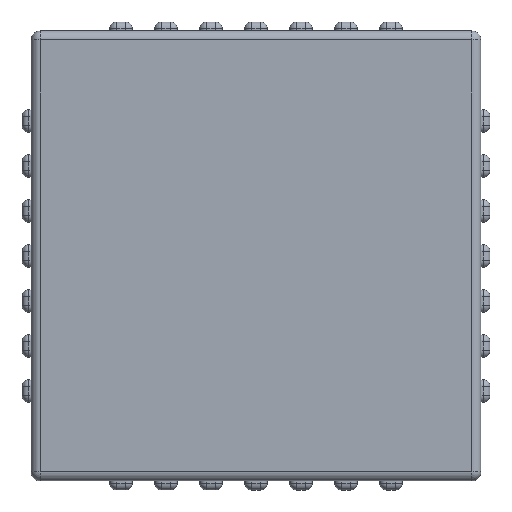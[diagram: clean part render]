
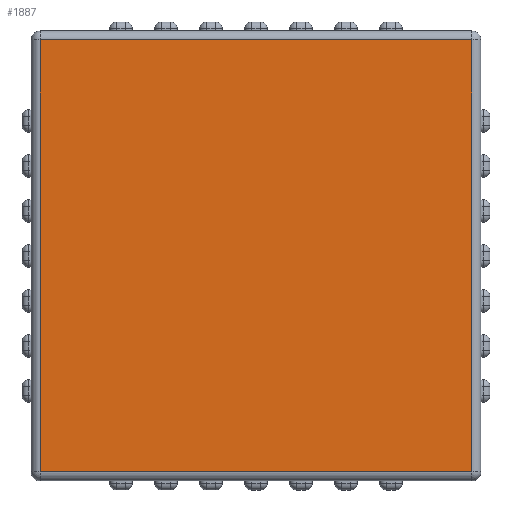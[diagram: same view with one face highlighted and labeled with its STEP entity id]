
A CAD part, top view. The second image highlights one B-rep face of the part: STEP entity #1887.
In plain terms, the highlighted planar face has unit normal (0, 0, 1).
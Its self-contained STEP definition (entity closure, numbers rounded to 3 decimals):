
#1242 = CYLINDRICAL_SURFACE('',#1243,0.1);
#1243 = AXIS2_PLACEMENT_3D('',#1244,#1245,#1246);
#1244 = CARTESIAN_POINT('',(-2.5,2.4,0.8));
#1245 = DIRECTION('',(1.,0.,0.));
#1246 = DIRECTION('',(0.,1.,0.));
#1483 = VERTEX_POINT('',#1484);
#1484 = CARTESIAN_POINT('',(-2.4,2.4,0.9));
#1506 = EDGE_CURVE('',#1483,#1507,#1509,.T.);
#1507 = VERTEX_POINT('',#1508);
#1508 = CARTESIAN_POINT('',(2.4,2.4,0.9));
#1509 = SURFACE_CURVE('',#1510,(#1514,#1521),.PCURVE_S1.);
#1510 = LINE('',#1511,#1512);
#1511 = CARTESIAN_POINT('',(-2.5,2.4,0.9));
#1512 = VECTOR('',#1513,1.);
#1513 = DIRECTION('',(1.,0.,0.));
#1514 = PCURVE('',#1242,#1515);
#1515 = DEFINITIONAL_REPRESENTATION('',(#1516),#1520);
#1516 = LINE('',#1517,#1518);
#1517 = CARTESIAN_POINT('',(1.571,0.));
#1518 = VECTOR('',#1519,1.);
#1519 = DIRECTION('',(0.,1.));
#1520 = ( GEOMETRIC_REPRESENTATION_CONTEXT(2) 
PARAMETRIC_REPRESENTATION_CONTEXT() REPRESENTATION_CONTEXT('2D SPACE',''
  ) );
#1521 = PCURVE('',#1522,#1527);
#1522 = PLANE('',#1523);
#1523 = AXIS2_PLACEMENT_3D('',#1524,#1525,#1526);
#1524 = CARTESIAN_POINT('',(0.,0.,0.9));
#1525 = DIRECTION('',(0.,0.,1.));
#1526 = DIRECTION('',(1.,0.,0.));
#1527 = DEFINITIONAL_REPRESENTATION('',(#1528),#1532);
#1528 = LINE('',#1529,#1530);
#1529 = CARTESIAN_POINT('',(-2.5,2.4));
#1530 = VECTOR('',#1531,1.);
#1531 = DIRECTION('',(1.,0.));
#1532 = ( GEOMETRIC_REPRESENTATION_CONTEXT(2) 
PARAMETRIC_REPRESENTATION_CONTEXT() REPRESENTATION_CONTEXT('2D SPACE',''
  ) );
#1691 = CYLINDRICAL_SURFACE('',#1692,0.1);
#1692 = AXIS2_PLACEMENT_3D('',#1693,#1694,#1695);
#1693 = CARTESIAN_POINT('',(-2.4,-2.5,0.8));
#1694 = DIRECTION('',(0.,1.,0.));
#1695 = DIRECTION('',(-1.,0.,0.));
#1887 = ADVANCED_FACE('',(#1888),#1522,.T.);
#1888 = FACE_BOUND('',#1889,.T.);
#1889 = EDGE_LOOP('',(#1890,#1891,#1914,#1942));
#1890 = ORIENTED_EDGE('',*,*,#1506,.F.);
#1891 = ORIENTED_EDGE('',*,*,#1892,.F.);
#1892 = EDGE_CURVE('',#1893,#1483,#1895,.T.);
#1893 = VERTEX_POINT('',#1894);
#1894 = CARTESIAN_POINT('',(-2.4,-2.4,0.9));
#1895 = SURFACE_CURVE('',#1896,(#1900,#1907),.PCURVE_S1.);
#1896 = LINE('',#1897,#1898);
#1897 = CARTESIAN_POINT('',(-2.4,-2.5,0.9));
#1898 = VECTOR('',#1899,1.);
#1899 = DIRECTION('',(0.,1.,0.));
#1900 = PCURVE('',#1522,#1901);
#1901 = DEFINITIONAL_REPRESENTATION('',(#1902),#1906);
#1902 = LINE('',#1903,#1904);
#1903 = CARTESIAN_POINT('',(-2.4,-2.5));
#1904 = VECTOR('',#1905,1.);
#1905 = DIRECTION('',(0.,1.));
#1906 = ( GEOMETRIC_REPRESENTATION_CONTEXT(2) 
PARAMETRIC_REPRESENTATION_CONTEXT() REPRESENTATION_CONTEXT('2D SPACE',''
  ) );
#1907 = PCURVE('',#1691,#1908);
#1908 = DEFINITIONAL_REPRESENTATION('',(#1909),#1913);
#1909 = LINE('',#1910,#1911);
#1910 = CARTESIAN_POINT('',(1.571,0.));
#1911 = VECTOR('',#1912,1.);
#1912 = DIRECTION('',(0.,1.));
#1913 = ( GEOMETRIC_REPRESENTATION_CONTEXT(2) 
PARAMETRIC_REPRESENTATION_CONTEXT() REPRESENTATION_CONTEXT('2D SPACE',''
  ) );
#1914 = ORIENTED_EDGE('',*,*,#1915,.F.);
#1915 = EDGE_CURVE('',#1916,#1893,#1918,.T.);
#1916 = VERTEX_POINT('',#1917);
#1917 = CARTESIAN_POINT('',(2.4,-2.4,0.9));
#1918 = SURFACE_CURVE('',#1919,(#1923,#1930),.PCURVE_S1.);
#1919 = LINE('',#1920,#1921);
#1920 = CARTESIAN_POINT('',(2.5,-2.4,0.9));
#1921 = VECTOR('',#1922,1.);
#1922 = DIRECTION('',(-1.,0.,0.));
#1923 = PCURVE('',#1522,#1924);
#1924 = DEFINITIONAL_REPRESENTATION('',(#1925),#1929);
#1925 = LINE('',#1926,#1927);
#1926 = CARTESIAN_POINT('',(2.5,-2.4));
#1927 = VECTOR('',#1928,1.);
#1928 = DIRECTION('',(-1.,0.));
#1929 = ( GEOMETRIC_REPRESENTATION_CONTEXT(2) 
PARAMETRIC_REPRESENTATION_CONTEXT() REPRESENTATION_CONTEXT('2D SPACE',''
  ) );
#1930 = PCURVE('',#1931,#1936);
#1931 = CYLINDRICAL_SURFACE('',#1932,0.1);
#1932 = AXIS2_PLACEMENT_3D('',#1933,#1934,#1935);
#1933 = CARTESIAN_POINT('',(2.5,-2.4,0.8));
#1934 = DIRECTION('',(-1.,0.,0.));
#1935 = DIRECTION('',(0.,-1.,0.));
#1936 = DEFINITIONAL_REPRESENTATION('',(#1937),#1941);
#1937 = LINE('',#1938,#1939);
#1938 = CARTESIAN_POINT('',(1.571,0.));
#1939 = VECTOR('',#1940,1.);
#1940 = DIRECTION('',(0.,1.));
#1941 = ( GEOMETRIC_REPRESENTATION_CONTEXT(2) 
PARAMETRIC_REPRESENTATION_CONTEXT() REPRESENTATION_CONTEXT('2D SPACE',''
  ) );
#1942 = ORIENTED_EDGE('',*,*,#1943,.F.);
#1943 = EDGE_CURVE('',#1507,#1916,#1944,.T.);
#1944 = SURFACE_CURVE('',#1945,(#1949,#1956),.PCURVE_S1.);
#1945 = LINE('',#1946,#1947);
#1946 = CARTESIAN_POINT('',(2.4,2.5,0.9));
#1947 = VECTOR('',#1948,1.);
#1948 = DIRECTION('',(0.,-1.,0.));
#1949 = PCURVE('',#1522,#1950);
#1950 = DEFINITIONAL_REPRESENTATION('',(#1951),#1955);
#1951 = LINE('',#1952,#1953);
#1952 = CARTESIAN_POINT('',(2.4,2.5));
#1953 = VECTOR('',#1954,1.);
#1954 = DIRECTION('',(0.,-1.));
#1955 = ( GEOMETRIC_REPRESENTATION_CONTEXT(2) 
PARAMETRIC_REPRESENTATION_CONTEXT() REPRESENTATION_CONTEXT('2D SPACE',''
  ) );
#1956 = PCURVE('',#1957,#1962);
#1957 = CYLINDRICAL_SURFACE('',#1958,0.1);
#1958 = AXIS2_PLACEMENT_3D('',#1959,#1960,#1961);
#1959 = CARTESIAN_POINT('',(2.4,2.5,0.8));
#1960 = DIRECTION('',(0.,-1.,0.));
#1961 = DIRECTION('',(1.,0.,0.));
#1962 = DEFINITIONAL_REPRESENTATION('',(#1963),#1967);
#1963 = LINE('',#1964,#1965);
#1964 = CARTESIAN_POINT('',(1.571,0.));
#1965 = VECTOR('',#1966,1.);
#1966 = DIRECTION('',(0.,1.));
#1967 = ( GEOMETRIC_REPRESENTATION_CONTEXT(2) 
PARAMETRIC_REPRESENTATION_CONTEXT() REPRESENTATION_CONTEXT('2D SPACE',''
  ) );
